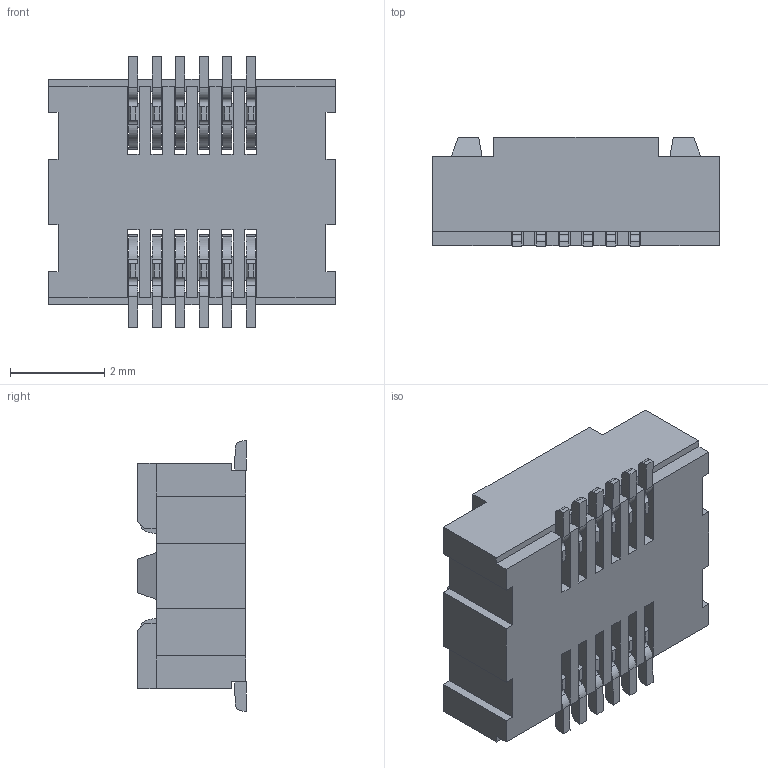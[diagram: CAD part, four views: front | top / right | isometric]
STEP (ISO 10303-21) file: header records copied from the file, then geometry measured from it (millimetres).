
FILE_DESCRIPTION((''),'2;1');
FILE_NAME('FBB05001-F_ASM_ASM','2026-02-04T17:27:55',('gongchengVV'),(''),'CREO PARAMETRIC BY PTC INC, 2020033','CREO PARAMETRIC BY PTC INC, 2020033','');
FILE_SCHEMA(('AUTOMOTIVE_DESIGN { 1 0 10303 214 1 1 1 1 }'));
Length unit declared in the file: millimetre
Products named in the file (8): MSBR-7; MSBR-6; MSBR-5; MSBR-4; MSBR-3; MSBR-2; MSBR-1; FBB05001-F_ASM_ASM
Assembly tree (7 placements, depth 2):
  FBB05001-F_ASM_ASM
    MSBR-7
    MSBR-6
    MSBR-5
    MSBR-4
    MSBR-3
    MSBR-2
    MSBR-1
Bounding box: 6.1 x 2.32 x 5.76 mm (x, y, z)
Volume: 48.9 mm3; surface area: 237.8 mm2
Topology: 13 solids, 13 shells, 662 faces, 2060 edges, 1388 vertices
Faces by surface type: plane 386, cylinder 276
Entity records: 23686 total; most frequent: CARTESIAN_POINT 4261, ORIENTED_EDGE 4120, DIRECTION 3984, EDGE_CURVE 2060, VECTOR 1430, LINE 1430, VERTEX_POINT 1388, AXIS2_PLACEMENT_3D 1277
